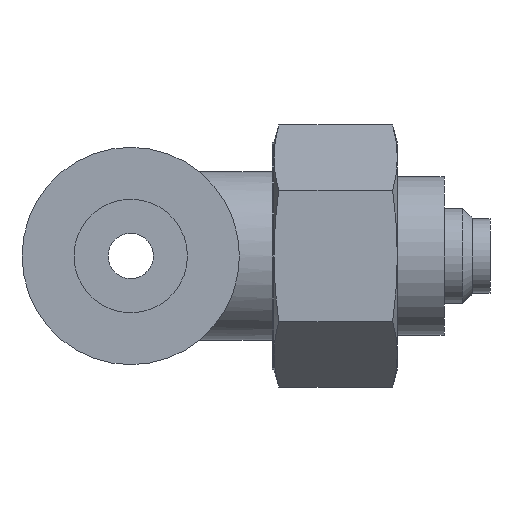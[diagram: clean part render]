
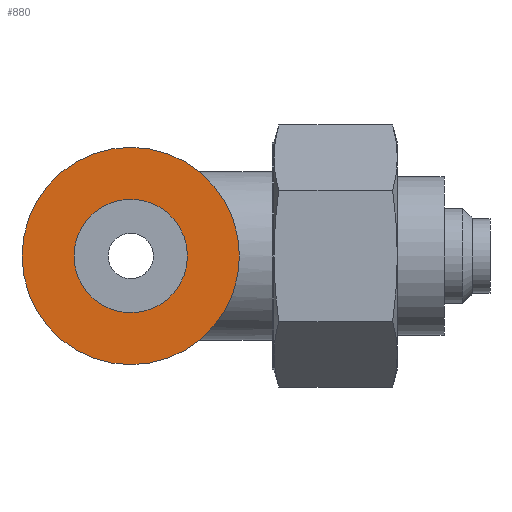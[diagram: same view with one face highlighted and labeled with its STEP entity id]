
A CAD part, left-side view. The second image highlights one B-rep face of the part: STEP entity #880.
In plain terms, the highlighted planar face has unit normal (-1, 0, 0).
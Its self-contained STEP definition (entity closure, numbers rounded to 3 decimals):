
#122=PLANE('',#985);
#211=ORIENTED_EDGE('',*,*,#408,.F.);
#212=ORIENTED_EDGE('',*,*,#407,.T.);
#407=EDGE_CURVE('',#509,#509,#577,.T.);
#408=EDGE_CURVE('',#510,#510,#578,.T.);
#509=VERTEX_POINT('',#1453);
#510=VERTEX_POINT('',#1456);
#577=CIRCLE('',#984,5.75);
#578=CIRCLE('',#986,3.);
#650=EDGE_LOOP('',(#211));
#651=EDGE_LOOP('',(#212));
#762=FACE_BOUND('',#650,.T.);
#763=FACE_BOUND('',#651,.T.);
#880=ADVANCED_FACE('',(#762,#763),#122,.F.);
#984=AXIS2_PLACEMENT_3D('',#1452,#1177,#1178);
#985=AXIS2_PLACEMENT_3D('',#1454,#1179,#1180);
#986=AXIS2_PLACEMENT_3D('',#1455,#1181,#1182);
#1177=DIRECTION('',(-1.,0.,0.));
#1178=DIRECTION('',(0.,0.,1.));
#1179=DIRECTION('',(1.,0.,0.));
#1180=DIRECTION('',(0.,0.,-1.));
#1181=DIRECTION('',(-1.,0.,0.));
#1182=DIRECTION('',(0.,0.,1.));
#1452=CARTESIAN_POINT('',(-23.65,0.,0.));
#1453=CARTESIAN_POINT('',(-23.65,0.,5.75));
#1454=CARTESIAN_POINT('',(-23.65,-5.75,0.));
#1455=CARTESIAN_POINT('',(-23.65,0.,0.));
#1456=CARTESIAN_POINT('',(-23.65,0.,3.));
